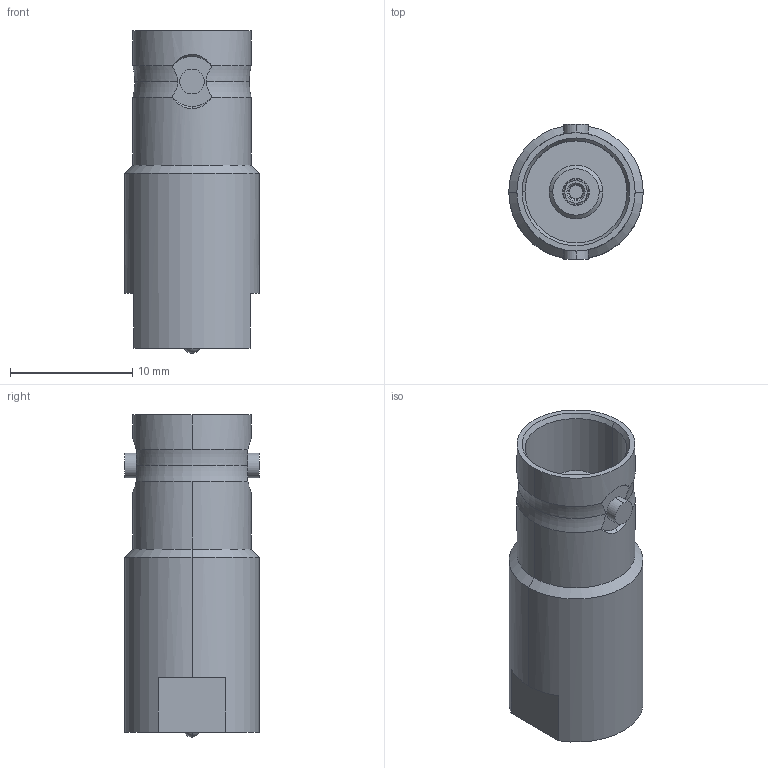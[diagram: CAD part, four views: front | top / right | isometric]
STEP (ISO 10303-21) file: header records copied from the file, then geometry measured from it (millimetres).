
FILE_DESCRIPTION (( 'STEP AP214' ), '1' );
FILE_NAME ('J01008F0068.STEP', '2013-02-05T12:30:32', ( 'Wartung1' ), ( '' ), 'SwSTEP 2.0', 'SolidWorks 2012', '' );
FILE_SCHEMA (( 'AUTOMOTIVE_DESIGN' ));
Length unit declared in the file: millimetre
Products named in the file (1): J01008F0068
Bounding box: 11 x 11.05 x 26.4 mm (x, y, z)
Volume: 1690.9 mm3; surface area: 1406.6 mm2
Topology: 1 solids, 1 shells, 93 faces, 225 edges, 145 vertices
Faces by surface type: cylinder 32, plane 27, cone 20, torus 14
Entity records: 3889 total; most frequent: CARTESIAN_POINT 692, DIRECTION 462, ORIENTED_EDGE 450, EDGE_CURVE 225, AXIS2_PLACEMENT_3D 193, VERTEX_POINT 145, EDGE_LOOP 104, CIRCLE 99
